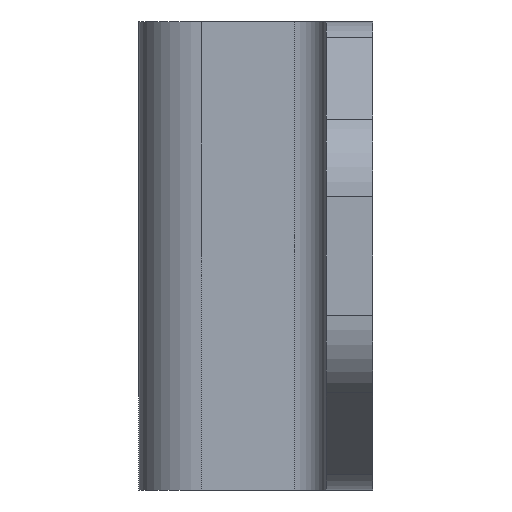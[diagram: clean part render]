
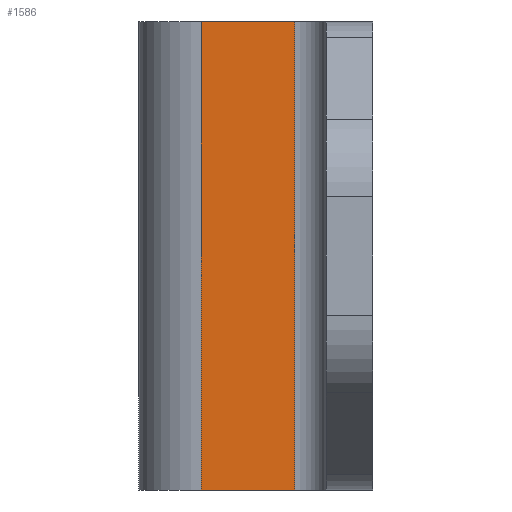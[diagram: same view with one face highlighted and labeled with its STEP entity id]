
A CAD part, left-side view. The second image highlights one B-rep face of the part: STEP entity #1586.
In plain terms, the highlighted planar face has unit normal (-1, 0, 0).
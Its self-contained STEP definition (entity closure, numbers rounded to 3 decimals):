
#74=DIRECTION('',(0.,1.,0.));
#75=VECTOR('',#74,6.);
#76=CARTESIAN_POINT('',(-33.,-7.,15.));
#77=LINE('',#76,#75);
#320=DIRECTION('',(0.,-1.,0.));
#321=VECTOR('',#320,6.);
#322=CARTESIAN_POINT('',(-33.,-1.,-15.));
#323=LINE('',#322,#321);
#621=DIRECTION('',(0.,0.,-1.));
#622=VECTOR('',#621,30.);
#623=CARTESIAN_POINT('',(-33.,-1.,15.));
#624=LINE('',#623,#622);
#629=DIRECTION('',(0.,0.,1.));
#630=VECTOR('',#629,30.);
#631=CARTESIAN_POINT('',(-33.,-7.,-15.));
#632=LINE('',#631,#630);
#811=CARTESIAN_POINT('',(-33.,-7.,15.));
#812=VERTEX_POINT('',#811);
#813=CARTESIAN_POINT('',(-33.,-1.,15.));
#814=VERTEX_POINT('',#813);
#945=CARTESIAN_POINT('',(-33.,-1.,-15.));
#946=VERTEX_POINT('',#945);
#947=CARTESIAN_POINT('',(-33.,-7.,-15.));
#948=VERTEX_POINT('',#947);
#1574=CARTESIAN_POINT('',(-33.,0.,-15.));
#1575=DIRECTION('',(-1.,0.,0.));
#1576=DIRECTION('',(0.,0.,1.));
#1577=AXIS2_PLACEMENT_3D('',#1574,#1575,#1576);
#1578=PLANE('',#1577);
#1579=ORIENTED_EDGE('',*,*,#1567,.F.);
#1580=ORIENTED_EDGE('',*,*,#1081,.F.);
#1582=ORIENTED_EDGE('',*,*,#1581,.F.);
#1583=ORIENTED_EDGE('',*,*,#1252,.F.);
#1584=EDGE_LOOP('',(#1579,#1580,#1582,#1583));
#1585=FACE_OUTER_BOUND('',#1584,.F.);
#1586=ADVANCED_FACE('',(#1585),#1578,.T.);
#1081=EDGE_CURVE('',#812,#814,#77,.T.);
#1252=EDGE_CURVE('',#946,#948,#323,.T.);
#1567=EDGE_CURVE('',#814,#946,#624,.T.);
#1581=EDGE_CURVE('',#948,#812,#632,.T.);
